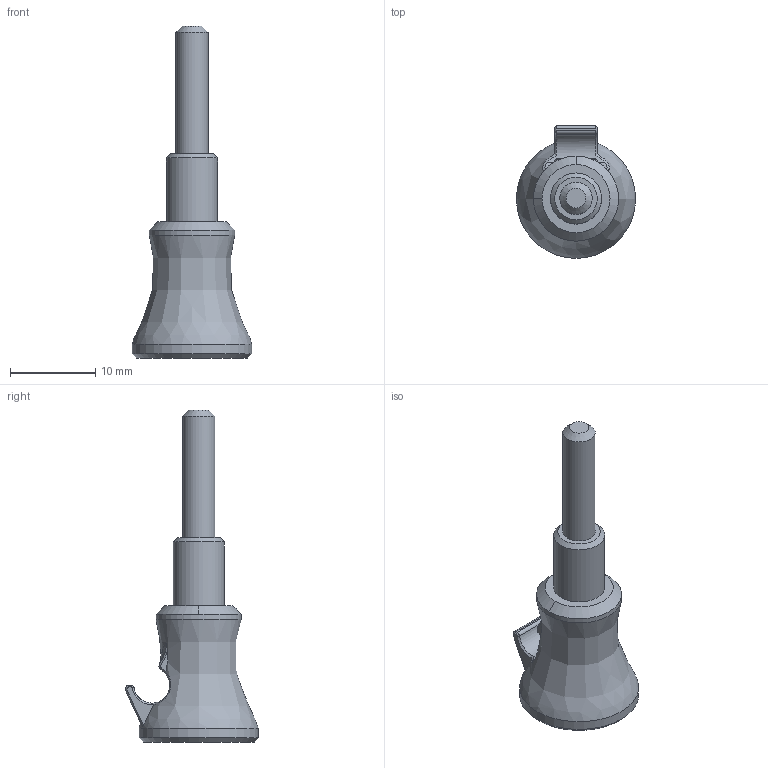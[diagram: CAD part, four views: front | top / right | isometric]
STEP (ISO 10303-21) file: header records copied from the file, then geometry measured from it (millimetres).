
FILE_DESCRIPTION(('HOOPS Exchange Step'),'2;1');
FILE_NAME('PTFEFittingPlug.plasticity.stp','2024-11-22T18:11:40+09:00',('hayashi'),('Unknown organisation'),'HOOPS Exchange 2023.2','HOOPS Exchange','Unknown authorisation');
FILE_SCHEMA( ('AP203_CONFIGURATION_CONTROLLED_3D_DESIGN_OF_MECHANICAL_PARTS_AND_ASSEMBLIES_MIM_LF') );
Length unit declared in the file: millimetre
Products named in the file (1): Extruded.001
Bounding box: 14 x 15.59 x 39 mm (x, y, z)
Volume: 1845.6 mm3; surface area: 1120.7 mm2
Topology: 1 solids, 1 shells, 64 faces, 157 edges, 94 vertices
Faces by surface type: cone 21, plane 17, cylinder 14, bspline 12
Full cylindrical faces by diameter (mm): 3.8 x1, 6 x1
Entity records: 2776 total; most frequent: CARTESIAN_POINT 1330, ORIENTED_EDGE 312, DIRECTION 281, EDGE_CURVE 156, AXIS2_PLACEMENT_3D 113, VERTEX_POINT 95, EDGE_LOOP 65, FACE_BOUND 65
